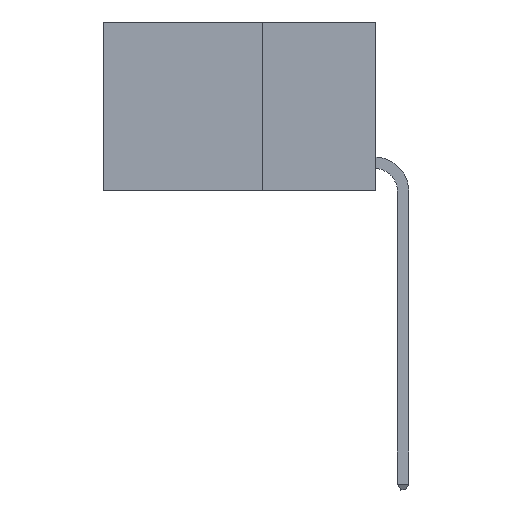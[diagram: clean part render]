
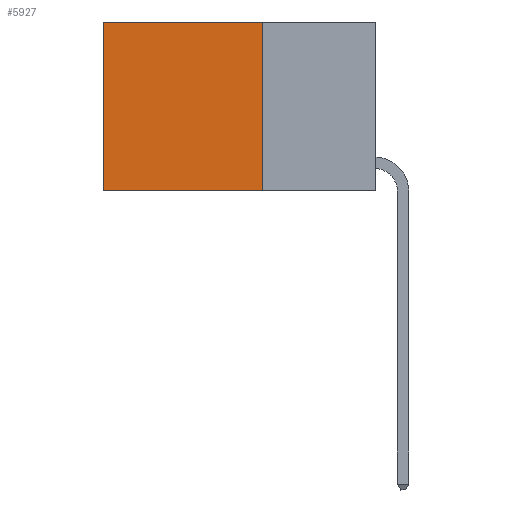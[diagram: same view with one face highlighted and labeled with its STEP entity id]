
A CAD part, left-side view. The second image highlights one B-rep face of the part: STEP entity #5927.
In plain terms, the highlighted planar face has unit normal (-1, 0, 0).
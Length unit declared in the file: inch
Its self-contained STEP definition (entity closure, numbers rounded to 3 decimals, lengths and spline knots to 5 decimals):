
#333 = LINE ( 'NONE', #8435, #10413 ) ;
#340 = CARTESIAN_POINT ( 'NONE',  ( 0.2625, 0.6, -0.37 ) ) ;
#522 = VECTOR ( 'NONE', #4314, 39.37008 ) ;
#643 = CARTESIAN_POINT ( 'NONE',  ( 0.2625, 0.25, 0. ) ) ;
#753 = LINE ( 'NONE', #10218, #2806 ) ;
#1039 = AXIS2_PLACEMENT_3D ( 'NONE', #643, #7594, #1643 ) ;
#1186 = EDGE_CURVE ( 'NONE', #2976, #2185, #753, .T. ) ;
#1371 = CARTESIAN_POINT ( 'NONE',  ( 0.2625, 0.6, 0. ) ) ;
#1406 = EDGE_CURVE ( 'NONE', #6859, #9767, #333, .T. ) ;
#1531 = DIRECTION ( 'NONE',  ( 0., 1., 0. ) ) ;
#1643 = DIRECTION ( 'NONE',  ( 0., 0., -1. ) ) ;
#1825 = DIRECTION ( 'NONE',  ( 0., 0., -1. ) ) ;
#2092 = ORIENTED_EDGE ( 'NONE', *, *, #9933, .F. ) ;
#2185 = VERTEX_POINT ( 'NONE', #340 ) ;
#2385 = FACE_OUTER_BOUND ( 'NONE', #7957, .T. ) ;
#2806 = VECTOR ( 'NONE', #1825, 39.37008 ) ;
#2976 = VERTEX_POINT ( 'NONE', #1371 ) ;
#3538 = CARTESIAN_POINT ( 'NONE',  ( 0.2625, 0.25, 0. ) ) ;
#4286 = VECTOR ( 'NONE', #1531, 39.37008 ) ;
#4314 = DIRECTION ( 'NONE',  ( 0., 1., 0. ) ) ;
#5379 = EDGE_CURVE ( 'NONE', #6859, #2976, #11952, .T. ) ;
#5927 = ADVANCED_FACE ( 'NONE', ( #2385 ), #6613, .F. ) ;
#6613 = PLANE ( 'NONE',  #1039 ) ;
#6707 = DIRECTION ( 'NONE',  ( 0., 0., -1. ) ) ;
#6859 = VERTEX_POINT ( 'NONE', #8859 ) ;
#7265 = CARTESIAN_POINT ( 'NONE',  ( 0.2625, 0.25, -0.37 ) ) ;
#7594 = DIRECTION ( 'NONE',  ( 1., 0., 0. ) ) ;
#7957 = EDGE_LOOP ( 'NONE', ( #8406, #2092, #9692, #11897 ) ) ;
#8406 = ORIENTED_EDGE ( 'NONE', *, *, #1186, .T. ) ;
#8435 = CARTESIAN_POINT ( 'NONE',  ( 0.2625, 0.25, 0. ) ) ;
#8859 = CARTESIAN_POINT ( 'NONE',  ( 0.2625, 0.25, 0. ) ) ;
#9692 = ORIENTED_EDGE ( 'NONE', *, *, #1406, .F. ) ;
#9767 = VERTEX_POINT ( 'NONE', #10766 ) ;
#9933 = EDGE_CURVE ( 'NONE', #9767, #2185, #10607, .T. ) ;
#10218 = CARTESIAN_POINT ( 'NONE',  ( 0.2625, 0.6, 0. ) ) ;
#10413 = VECTOR ( 'NONE', #6707, 39.37008 ) ;
#10607 = LINE ( 'NONE', #7265, #522 ) ;
#10766 = CARTESIAN_POINT ( 'NONE',  ( 0.2625, 0.25, -0.37 ) ) ;
#11897 = ORIENTED_EDGE ( 'NONE', *, *, #5379, .T. ) ;
#11952 = LINE ( 'NONE', #3538, #4286 ) ;
